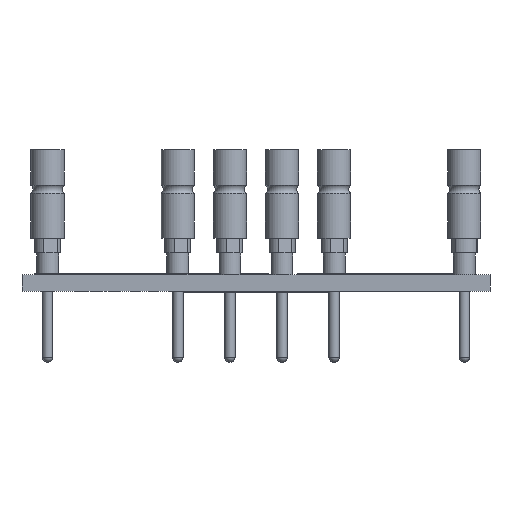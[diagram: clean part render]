
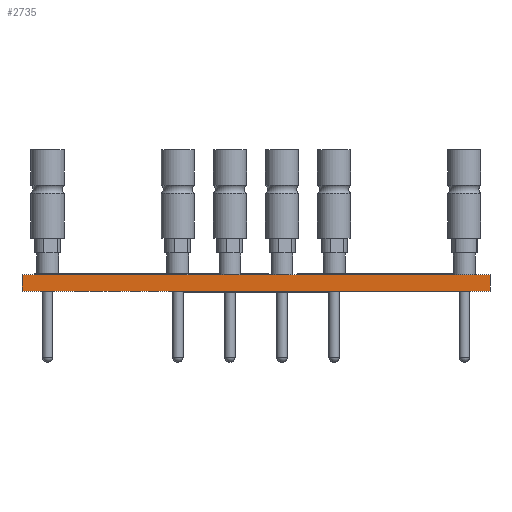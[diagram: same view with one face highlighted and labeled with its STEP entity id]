
A CAD part, front view. The second image highlights one B-rep face of the part: STEP entity #2735.
In plain terms, the highlighted planar face has unit normal (0, -1, 0).
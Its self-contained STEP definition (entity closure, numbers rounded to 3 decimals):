
#347=PLANE('',#3121);
#472=FACE_OUTER_BOUND('',#608,.T.);
#608=EDGE_LOOP('',(#2116,#2117,#2118,#2119));
#865=LINE('',#4496,#1058);
#866=LINE('',#4499,#1059);
#867=LINE('',#4501,#1060);
#868=LINE('',#4502,#1061);
#1058=VECTOR('',#3693,10.);
#1059=VECTOR('',#3696,10.);
#1060=VECTOR('',#3697,10.);
#1061=VECTOR('',#3698,10.);
#1445=VERTEX_POINT('',#4492);
#1446=VERTEX_POINT('',#4494);
#1447=VERTEX_POINT('',#4498);
#1448=VERTEX_POINT('',#4500);
#1725=EDGE_CURVE('',#1445,#1446,#865,.T.);
#1726=EDGE_CURVE('',#1447,#1445,#866,.T.);
#1727=EDGE_CURVE('',#1448,#1446,#867,.T.);
#1728=EDGE_CURVE('',#1447,#1448,#868,.T.);
#2116=ORIENTED_EDGE('',*,*,#1726,.T.);
#2117=ORIENTED_EDGE('',*,*,#1725,.T.);
#2118=ORIENTED_EDGE('',*,*,#1727,.F.);
#2119=ORIENTED_EDGE('',*,*,#1728,.F.);
#2735=ADVANCED_FACE('',(#472),#347,.T.);
#3121=AXIS2_PLACEMENT_3D('',#4497,#3694,#3695);
#3693=DIRECTION('',(0.,0.,1.));
#3694=DIRECTION('center_axis',(0.,-1.,0.));
#3695=DIRECTION('ref_axis',(1.,0.,0.));
#3696=DIRECTION('',(1.,0.,0.));
#3697=DIRECTION('',(1.,0.,0.));
#3698=DIRECTION('',(0.,0.,1.));
#4492=CARTESIAN_POINT('',(47.466,2.466,0.));
#4494=CARTESIAN_POINT('',(47.466,2.466,1.57));
#4496=CARTESIAN_POINT('',(47.466,2.466,0.));
#4497=CARTESIAN_POINT('Origin',(2.54,2.466,0.));
#4498=CARTESIAN_POINT('',(2.54,2.466,0.));
#4499=CARTESIAN_POINT('',(2.54,2.466,0.));
#4500=CARTESIAN_POINT('',(2.54,2.466,1.57));
#4501=CARTESIAN_POINT('',(2.54,2.466,1.57));
#4502=CARTESIAN_POINT('',(2.54,2.466,0.));
